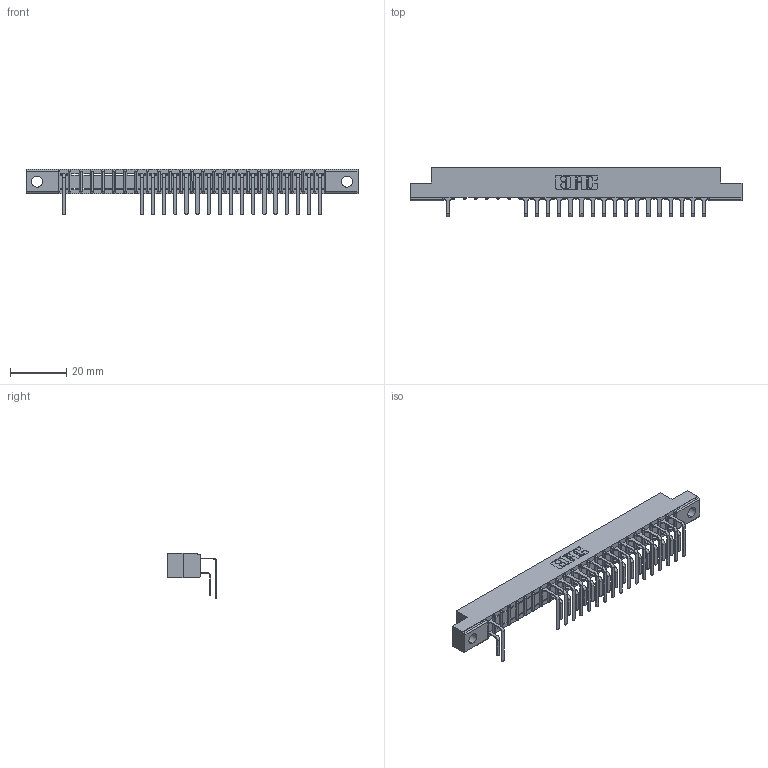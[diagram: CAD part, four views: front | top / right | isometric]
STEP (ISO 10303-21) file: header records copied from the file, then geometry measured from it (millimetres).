
FILE_DESCRIPTION (( 'STEP AP203' ), '1' );
FILE_NAME ('307-048-559-204.STEP', '2018-08-06T04:05:45', ( '' ), ( '' ), 'SwSTEP 2.0', 'SolidWorks 2016', '' );
FILE_SCHEMA (( 'CONFIG_CONTROL_DESIGN' ));
Length unit declared in the file: inch
Products named in the file (4): 307 Part_.156 Dia Mounting Holes; 307-290-001_558 559 - 1 (Single); 307-290-001_559 - 2 (Single); 307-048-559-204
Assembly tree (36 placements, depth 2):
  307-048-559-204
    307 Part_.156 Dia Mounting Holes
    307-290-001_558 559 - 1 (Single)  x17
    307-290-001_559 - 2 (Single)  x18
Bounding box: 118.11 x 17.69 x 16.08 mm (x, y, z)
Volume: 7608 mm3; surface area: 13319.8 mm2
Topology: 36 solids, 36 shells, 2037 faces, 5745 edges, 3714 vertices
Faces by surface type: plane 1317, cylinder 670, sphere 50
Entity records: 25011 total; most frequent: CARTESIAN_POINT 4159, ORIENTED_EDGE 4130, DIRECTION 4059, EDGE_CURVE 2065, LINE 1583, VECTOR 1583, VERTEX_POINT 1338, AXIS2_PLACEMENT_3D 1238
